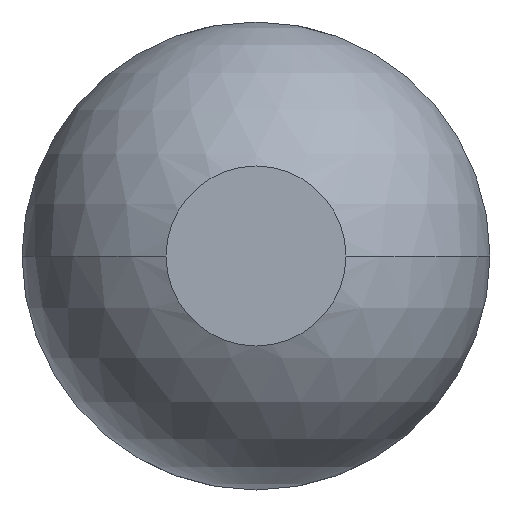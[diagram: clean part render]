
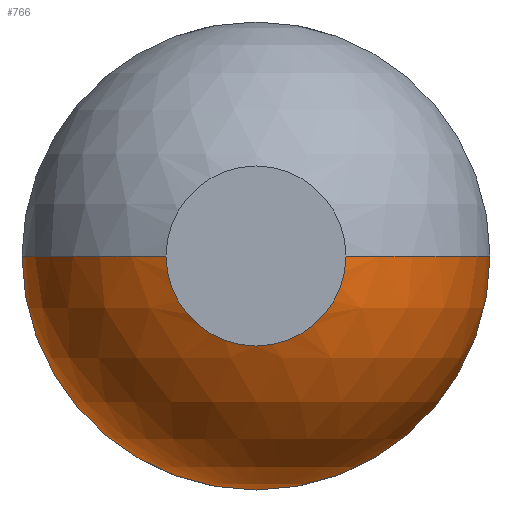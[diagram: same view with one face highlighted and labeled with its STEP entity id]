
A CAD part, front view. The second image highlights one B-rep face of the part: STEP entity #766.
In plain terms, the highlighted spherical face has radius 0.39 mm.
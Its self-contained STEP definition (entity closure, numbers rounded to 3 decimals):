
#235 = EDGE_CURVE ( 'Defeature ausgef�hrt1_5+Defeature ausgef�hrt1_4+Defeature ausgef�hrt1_4+Defeature ausgef�hrt1_4', #4146, #2857, #732, .T. ) ;
#282 = CARTESIAN_POINT ( 'NONE',  ( 0.15, -36.3, 0. ) ) ;
#338 = DIRECTION ( 'NONE',  ( 1., 0., 0. ) ) ;
#342 = DIRECTION ( 'NONE',  ( 0., 1., 0. ) ) ;
#450 = DIRECTION ( 'NONE',  ( 0., 0., -1. ) ) ;
#681 = CARTESIAN_POINT ( 'NONE',  ( 0., -36.3, 0. ) ) ;
#696 = DIRECTION ( 'NONE',  ( -1., 0., 0. ) ) ;
#702 = DIRECTION ( 'NONE',  ( 0., 0., 1. ) ) ;
#720 = ORIENTED_EDGE ( 'NONE', *, *, #1942, .F. ) ;
#732 = CIRCLE ( 'NONE', #2251, 0.39 ) ;
#752 = CARTESIAN_POINT ( 'NONE',  ( 0., -35.94, 0. ) ) ;
#766 = ADVANCED_FACE ( 'Defeature ausgef�hrt1_4', ( #4094 ), #1691, .T. ) ;
#996 = AXIS2_PLACEMENT_3D ( 'NONE', #2677, #3696, #338 ) ;
#1030 = DIRECTION ( 'NONE',  ( 0., -1., 0. ) ) ;
#1048 = AXIS2_PLACEMENT_3D ( 'NONE', #752, #2080, #696 ) ;
#1167 = ORIENTED_EDGE ( 'NONE', *, *, #3912, .F. ) ;
#1287 = CARTESIAN_POINT ( 'NONE',  ( 0., -36.3, -0.15 ) ) ;
#1415 = ORIENTED_EDGE ( 'NONE', *, *, #2417, .F. ) ;
#1468 = CIRCLE ( 'NONE', #996, 0.39 ) ;
#1533 = CARTESIAN_POINT ( 'NONE',  ( 0., -35.94, -0.39 ) ) ;
#1535 = AXIS2_PLACEMENT_3D ( 'NONE', #681, #3058, #2702 ) ;
#1582 = VERTEX_POINT ( 'NONE', #3443 ) ;
#1691 = SPHERICAL_SURFACE ( 'NONE', #3161, 0.39 ) ;
#1697 = CIRCLE ( 'NONE', #3410, 0.15 ) ;
#1758 = CARTESIAN_POINT ( 'NONE',  ( 0., -36.3, 0. ) ) ;
#1814 = VERTEX_POINT ( 'NONE', #1287 ) ;
#1942 = EDGE_CURVE ( 'Defeature ausgef�hrt1_5+Defeature ausgef�hrt1_4+Defeature ausgef�hrt1_4+Defeature ausgef�hrt1_4', #2978, #4146, #2382, .T. ) ;
#2080 = DIRECTION ( 'NONE',  ( 0., 0., -1. ) ) ;
#2091 = DIRECTION ( 'NONE',  ( 0., 0., -1. ) ) ;
#2205 = CARTESIAN_POINT ( 'NONE',  ( -0.39, -35.94, 0. ) ) ;
#2251 = AXIS2_PLACEMENT_3D ( 'NONE', #2395, #3094, #2742 ) ;
#2382 = CIRCLE ( 'NONE', #2534, 0.39 ) ;
#2390 = EDGE_CURVE ( 'NONE', #3509, #2978, #1468, .T. ) ;
#2395 = CARTESIAN_POINT ( 'NONE',  ( 0., -35.94, 0. ) ) ;
#2417 = EDGE_CURVE ( 'Defeature ausgef�hrt1_8+Defeature ausgef�hrt1_4+Defeature ausgef�hrt1_4+Defeature ausgef�hrt1_4', #1582, #1814, #3759, .T. ) ;
#2466 = CARTESIAN_POINT ( 'NONE',  ( 0., -35.94, 0. ) ) ;
#2534 = AXIS2_PLACEMENT_3D ( 'NONE', #3743, #342, #702 ) ;
#2619 = CARTESIAN_POINT ( 'NONE',  ( 0.39, -35.94, 0. ) ) ;
#2677 = CARTESIAN_POINT ( 'NONE',  ( 0., -35.94, 0. ) ) ;
#2702 = DIRECTION ( 'NONE',  ( 0., 0., -1. ) ) ;
#2742 = DIRECTION ( 'NONE',  ( 0., 0., 1. ) ) ;
#2857 = VERTEX_POINT ( 'NONE', #2205 ) ;
#2978 = VERTEX_POINT ( 'NONE', #2619 ) ;
#2983 = ORIENTED_EDGE ( 'NONE', *, *, #3968, .T. ) ;
#3058 = DIRECTION ( 'NONE',  ( 0., -1., 0. ) ) ;
#3094 = DIRECTION ( 'NONE',  ( 0., 1., 0. ) ) ;
#3107 = DIRECTION ( 'NONE',  ( 1., 0., 0. ) ) ;
#3161 = AXIS2_PLACEMENT_3D ( 'NONE', #2466, #450, #3107 ) ;
#3191 = ORIENTED_EDGE ( 'NONE', *, *, #2390, .F. ) ;
#3354 = CIRCLE ( 'NONE', #1048, 0.39 ) ;
#3410 = AXIS2_PLACEMENT_3D ( 'NONE', #1758, #1030, #2091 ) ;
#3443 = CARTESIAN_POINT ( 'NONE',  ( -0.15, -36.3, 0. ) ) ;
#3509 = VERTEX_POINT ( 'NONE', #282 ) ;
#3696 = DIRECTION ( 'NONE',  ( 0., 0., 1. ) ) ;
#3743 = CARTESIAN_POINT ( 'NONE',  ( 0., -35.94, 0. ) ) ;
#3759 = CIRCLE ( 'NONE', #1535, 0.15 ) ;
#3770 = EDGE_LOOP ( 'NONE', ( #1415, #2983, #4098, #720, #3191, #1167 ) ) ;
#3912 = EDGE_CURVE ( 'Defeature ausgef�hrt1_8+Defeature ausgef�hrt1_4+Defeature ausgef�hrt1_4+Defeature ausgef�hrt1_4', #1814, #3509, #1697, .T. ) ;
#3968 = EDGE_CURVE ( 'NONE', #1582, #2857, #3354, .T. ) ;
#4094 = FACE_OUTER_BOUND ( 'NONE', #3770, .T. ) ;
#4098 = ORIENTED_EDGE ( 'NONE', *, *, #235, .F. ) ;
#4146 = VERTEX_POINT ( 'NONE', #1533 ) ;
